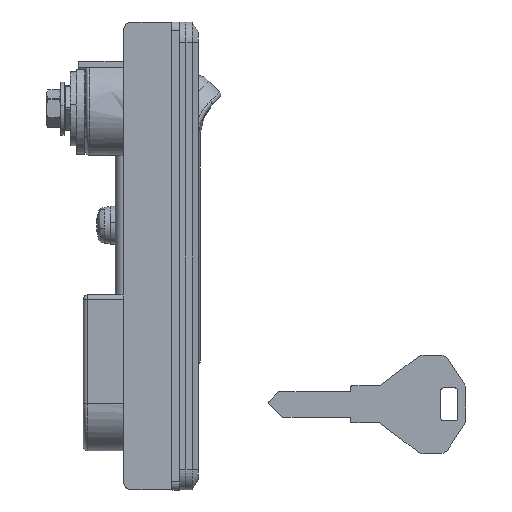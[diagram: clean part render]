
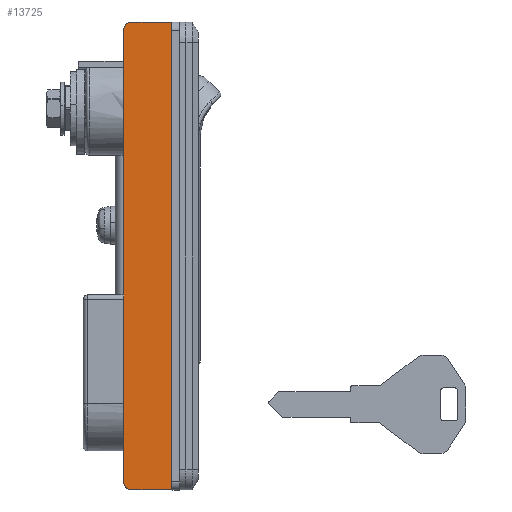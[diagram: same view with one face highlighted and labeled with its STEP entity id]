
A CAD part, left-side view. The second image highlights one B-rep face of the part: STEP entity #13725.
In plain terms, the highlighted free-form (B-spline) face has degree [1, 1] with [2, 2] control points.
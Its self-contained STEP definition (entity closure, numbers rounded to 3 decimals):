
#13127=CARTESIAN_POINT('',(153.66,13.75,-91.0));
#13128=VERTEX_POINT('',#13127);
#13129=CARTESIAN_POINT('',(151.66,13.75,-93.0));
#13130=VERTEX_POINT('',#13129);
#13131=CARTESIAN_POINT('',(153.66,13.75,-91.0));
#13132=CARTESIAN_POINT('',(153.66,13.75,-93.0));
#13133=CARTESIAN_POINT('',(151.66,13.75,-93.0));
#13141=(BOUNDED_CURVE()B_SPLINE_CURVE(2,(#13131,#13132,#13133),.UNSPECIFIED.,.F.,.U.)CURVE()GEOMETRIC_REPRESENTATION_ITEM()QUASI_UNIFORM_CURVE()RATIONAL_B_SPLINE_CURVE((1.0,0.707,1.0))REPRESENTATION_ITEM(''));
#13142=EDGE_CURVE('',#13128,#13130,#13141,.T.);
#13310=CARTESIAN_POINT('',(151.66,13.75,21.0));
#13311=VERTEX_POINT('',#13310);
#13312=CARTESIAN_POINT('',(153.66,13.75,19.0));
#13313=VERTEX_POINT('',#13312);
#13314=CARTESIAN_POINT('',(151.66,13.75,21.0));
#13315=CARTESIAN_POINT('',(153.66,13.75,21.));
#13316=CARTESIAN_POINT('',(153.66,13.75,19.0));
#13324=(BOUNDED_CURVE()B_SPLINE_CURVE(2,(#13314,#13315,#13316),.UNSPECIFIED.,.F.,.U.)CURVE()GEOMETRIC_REPRESENTATION_ITEM()QUASI_UNIFORM_CURVE()RATIONAL_B_SPLINE_CURVE((1.0,0.707,1.0))REPRESENTATION_ITEM(''));
#13325=EDGE_CURVE('',#13311,#13313,#13324,.T.);
#13386=CARTESIAN_POINT('',(153.66,13.75,-11.5));
#13387=VERTEX_POINT('',#13386);
#13448=CARTESIAN_POINT('',(153.66,13.75,-11.5));
#13449=CARTESIAN_POINT('',(153.66,13.75,19.0));
#13450=QUASI_UNIFORM_CURVE('',1,(#13448,#13449),.UNSPECIFIED.,.F.,.U.);
#13451=EDGE_CURVE('',#13387,#13313,#13450,.T.);
#13484=CARTESIAN_POINT('',(153.66,13.75,-45.5));
#13485=VERTEX_POINT('',#13484);
#13560=CARTESIAN_POINT('',(153.66,13.75,-91.0));
#13561=CARTESIAN_POINT('',(153.66,13.75,-45.5));
#13562=QUASI_UNIFORM_CURVE('',1,(#13560,#13561),.UNSPECIFIED.,.F.,.U.);
#13563=EDGE_CURVE('',#13128,#13485,#13562,.T.);
#13675=CARTESIAN_POINT('',(141.96,13.75,21.0));
#13676=VERTEX_POINT('',#13675);
#13682=CARTESIAN_POINT('',(141.96,13.75,-93.0));
#13683=VERTEX_POINT('',#13682);
#13684=CARTESIAN_POINT('',(141.96,13.75,-93.0));
#13685=CARTESIAN_POINT('',(141.96,13.75,21.0));
#13686=QUASI_UNIFORM_CURVE('',1,(#13684,#13685),.UNSPECIFIED.,.F.,.U.);
#13687=EDGE_CURVE('',#13683,#13676,#13686,.T.);
#13698=CARTESIAN_POINT('',(141.375,13.75,26.694));
#13699=CARTESIAN_POINT('',(141.375,13.75,-98.694));
#13700=CARTESIAN_POINT('',(154.244,13.75,26.694));
#13701=CARTESIAN_POINT('',(154.244,13.75,-98.694));
#13702=B_SPLINE_SURFACE_WITH_KNOTS('',1,1,((#13698,#13700),(#13699,#13701)),.UNSPECIFIED.,.F.,.F.,.U.,(2,2),(2,2),(0.0,125.389),(0.0,12.869),.UNSPECIFIED.);
#13703=CARTESIAN_POINT('',(141.96,13.75,21.0));
#13704=CARTESIAN_POINT('',(151.66,13.75,21.0));
#13705=QUASI_UNIFORM_CURVE('',1,(#13703,#13704),.UNSPECIFIED.,.F.,.U.);
#13706=EDGE_CURVE('',#13676,#13311,#13705,.T.);
#13707=ORIENTED_EDGE('',*,*,#13706,.T.);
#13708=ORIENTED_EDGE('',*,*,#13325,.T.);
#13709=ORIENTED_EDGE('',*,*,#13451,.F.);
#13710=CARTESIAN_POINT('',(153.66,13.75,-45.5));
#13711=CARTESIAN_POINT('',(153.66,13.75,-11.5));
#13712=QUASI_UNIFORM_CURVE('',1,(#13710,#13711),.UNSPECIFIED.,.F.,.U.);
#13713=EDGE_CURVE('',#13485,#13387,#13712,.T.);
#13714=ORIENTED_EDGE('',*,*,#13713,.F.);
#13715=ORIENTED_EDGE('',*,*,#13563,.F.);
#13716=ORIENTED_EDGE('',*,*,#13142,.T.);
#13717=CARTESIAN_POINT('',(141.96,13.75,-93.0));
#13718=CARTESIAN_POINT('',(151.66,13.75,-93.0));
#13719=QUASI_UNIFORM_CURVE('',1,(#13717,#13718),.UNSPECIFIED.,.F.,.U.);
#13720=EDGE_CURVE('',#13683,#13130,#13719,.T.);
#13721=ORIENTED_EDGE('',*,*,#13720,.F.);
#13722=ORIENTED_EDGE('',*,*,#13687,.T.);
#13723=EDGE_LOOP('',(#13707,#13708,#13709,#13714,#13715,#13716,#13721,#13722));
#13724=FACE_OUTER_BOUND('',#13723,.T.);
#13725=ADVANCED_FACE('',(#13724),#13702,.F.);
